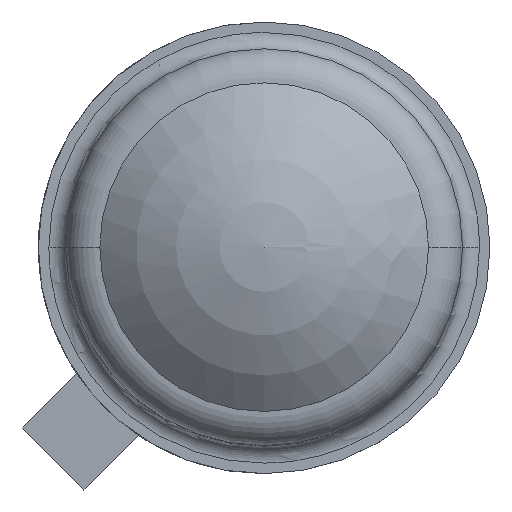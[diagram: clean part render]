
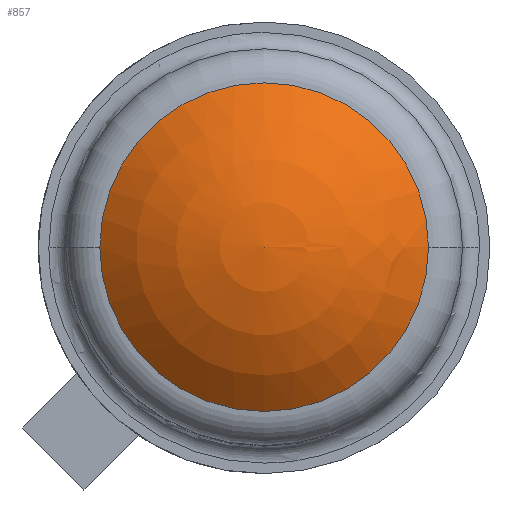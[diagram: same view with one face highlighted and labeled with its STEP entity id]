
A CAD part, top view. The second image highlights one B-rep face of the part: STEP entity #857.
In plain terms, the highlighted spherical face has radius 2.882 mm.
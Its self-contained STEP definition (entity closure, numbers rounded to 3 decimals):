
#55 = VERTEX_POINT ( 'NONE', #1109 ) ;
#129 = EDGE_LOOP ( 'NONE', ( #289, #1285 ) ) ;
#143 = AXIS2_PLACEMENT_3D ( 'NONE', #1212, #907, #297 ) ;
#186 = FACE_OUTER_BOUND ( 'NONE', #129, .T. ) ;
#289 = ORIENTED_EDGE ( 'NONE', *, *, #954, .F. ) ;
#297 = DIRECTION ( 'NONE',  ( 0., -1., 0. ) ) ;
#564 = AXIS2_PLACEMENT_3D ( 'NONE', #589, #593, #1293 ) ;
#589 = CARTESIAN_POINT ( 'NONE',  ( 0., 0., 5.06 ) ) ;
#593 = DIRECTION ( 'NONE',  ( 0., 0., -1. ) ) ;
#640 = DIRECTION ( 'NONE',  ( 0., 0., -1. ) ) ;
#649 = CIRCLE ( 'NONE', #143, 1.95 ) ;
#854 = VERTEX_POINT ( 'NONE', #1136 ) ;
#857 = ADVANCED_FACE ( 'NONE', ( #186 ), #933, .T. ) ;
#907 = DIRECTION ( 'NONE',  ( 0., 0., -1. ) ) ;
#933 = SPHERICAL_SURFACE ( 'NONE', #1235, 2.882 ) ;
#954 = EDGE_CURVE ( 'NONE', #55, #854, #968, .T. ) ;
#968 = CIRCLE ( 'NONE', #564, 1.95 ) ;
#1048 = DIRECTION ( 'NONE',  ( 1., 0., 0. ) ) ;
#1052 = CARTESIAN_POINT ( 'NONE',  ( 0., 0., 2.938 ) ) ;
#1074 = EDGE_CURVE ( 'NONE', #854, #55, #649, .T. ) ;
#1109 = CARTESIAN_POINT ( 'NONE',  ( -1.95, 0., 5.06 ) ) ;
#1136 = CARTESIAN_POINT ( 'NONE',  ( 1.95, 0., 5.06 ) ) ;
#1212 = CARTESIAN_POINT ( 'NONE',  ( 0., 0., 5.06 ) ) ;
#1235 = AXIS2_PLACEMENT_3D ( 'NONE', #1052, #640, #1048 ) ;
#1285 = ORIENTED_EDGE ( 'NONE', *, *, #1074, .F. ) ;
#1293 = DIRECTION ( 'NONE',  ( 0., -1., 0. ) ) ;
